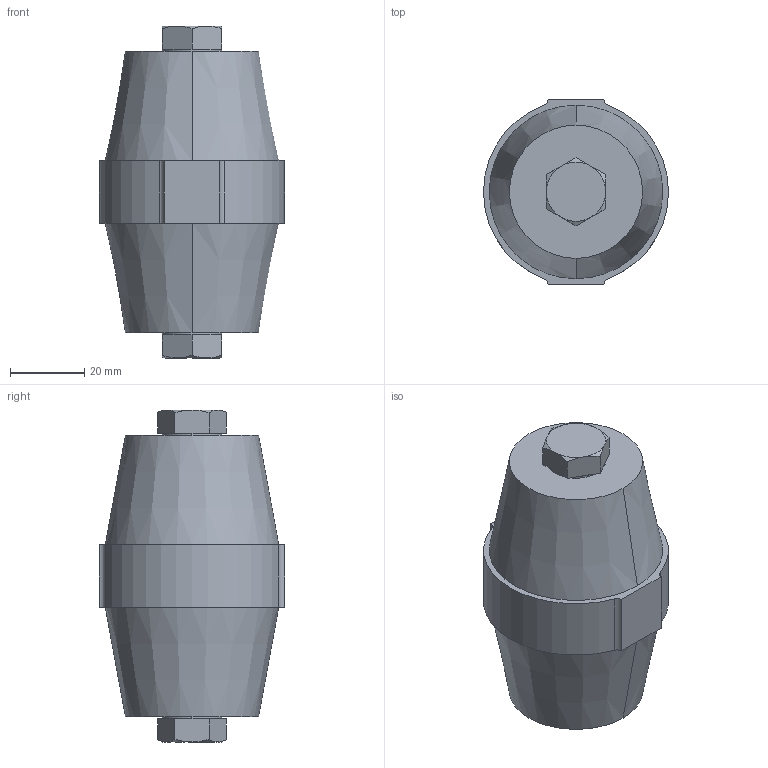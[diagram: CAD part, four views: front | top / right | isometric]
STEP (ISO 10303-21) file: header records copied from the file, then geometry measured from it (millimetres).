
FILE_DESCRIPTION (( 'STEP AP203' ), '1' );
FILE_NAME ('Èçîëÿòîðû øèííûå SM - 76 áî÷åíîê EKF PROxima.STEP', '2016-11-02T19:40:37', ( '' ), ( '' ), 'SwSTEP 2.0', 'SolidWorks 2014', '' );
FILE_SCHEMA (( 'CONFIG_CONTROL_DESIGN' ));
Length unit declared in the file: millimetre
Products named in the file (4): Ì10õ12; Èçîëÿòîðû øèííûå SM-76 áî÷åíîê EKF PROxima; hex screw gradec_din_ISO 4018 - M10 x 20-WN; Èçîëÿòîðû øèííûå SM - 76 áî÷åíîê EKF PROxima
Assembly tree (5 placements, depth 2):
  Èçîëÿòîðû øèííûå SM - 76 áî÷åíîê EKF PROxima
    Èçîëÿòîðû øèííûå SM-76 áî÷åíîê EKF PROxima
    Ì10õ12  x2
    hex screw gradec_din_ISO 4018 - M10 x 20-WN  x2
Bounding box: 50 x 50 x 89.7 mm (x, y, z)
Volume: 117713.8 mm3; surface area: 19162.8 mm2
Topology: 5 solids, 5 shells, 173 faces, 403 edges, 250 vertices
Faces by surface type: cylinder 71, cone 52, plane 46, bspline 4
Entity records: 5176 total; most frequent: CARTESIAN_POINT 2418, DIRECTION 492, ORIENTED_EDGE 482, EDGE_CURVE 241, AXIS2_PLACEMENT_3D 201, VERTEX_POINT 150, EDGE_LOOP 115, ADVANCED_FACE 105
